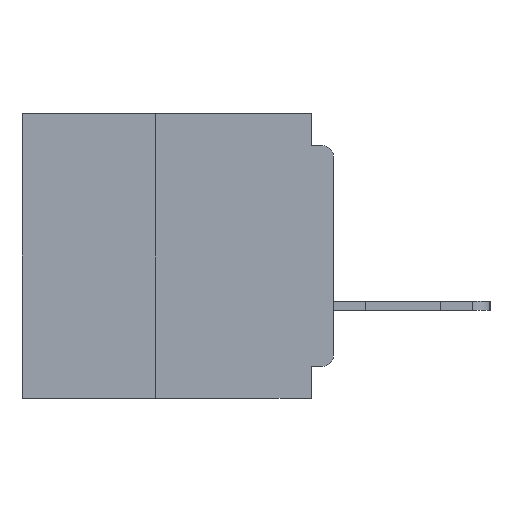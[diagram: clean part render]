
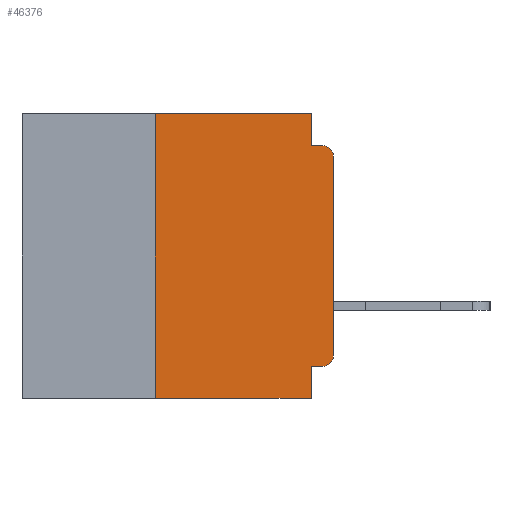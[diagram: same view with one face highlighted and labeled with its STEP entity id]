
A CAD part, left-side view. The second image highlights one B-rep face of the part: STEP entity #46376.
In plain terms, the highlighted planar face has unit normal (-1, 0, 0).
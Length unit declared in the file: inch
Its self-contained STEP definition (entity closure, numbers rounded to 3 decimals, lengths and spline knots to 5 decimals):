
#182 = VERTEX_POINT ( 'NONE', #11440 ) ;
#1768 = ORIENTED_EDGE ( 'NONE', *, *, #29721, .T. ) ;
#2094 = EDGE_LOOP ( 'NONE', ( #17717, #36585, #36128, #38046, #53297, #14717, #1768, #22797, #31339, #8954 ) ) ;
#2455 = CARTESIAN_POINT ( 'NONE',  ( 0., 0.25, -0.4 ) ) ;
#5370 = DIRECTION ( 'NONE',  ( 0., 0., 1. ) ) ;
#5582 = LINE ( 'NONE', #44423, #37252 ) ;
#5850 = VECTOR ( 'NONE', #49993, 39.37008 ) ;
#5899 = FACE_OUTER_BOUND ( 'NONE', #2094, .T. ) ;
#6965 = VECTOR ( 'NONE', #5370, 39.37008 ) ;
#7185 = LINE ( 'NONE', #16929, #5850 ) ;
#8631 = LINE ( 'NONE', #31907, #40269 ) ;
#8954 = ORIENTED_EDGE ( 'NONE', *, *, #27333, .T. ) ;
#9203 = LINE ( 'NONE', #35766, #40848 ) ;
#9760 = LINE ( 'NONE', #21433, #30450 ) ;
#9818 = CARTESIAN_POINT ( 'NONE',  ( 0., 0.015, -0.34 ) ) ;
#11440 = CARTESIAN_POINT ( 'NONE',  ( 0., 0.25, 0. ) ) ;
#11758 = CARTESIAN_POINT ( 'NONE',  ( 0., 0., -0.06 ) ) ;
#12043 = VERTEX_POINT ( 'NONE', #38704 ) ;
#13138 = DIRECTION ( 'NONE',  ( 0., -1., 0. ) ) ;
#13610 = LINE ( 'NONE', #42083, #45229 ) ;
#13983 = DIRECTION ( 'NONE',  ( 0., 0., -1. ) ) ;
#14285 = CARTESIAN_POINT ( 'NONE',  ( 0., 0.015, -0.355 ) ) ;
#14717 = ORIENTED_EDGE ( 'NONE', *, *, #35214, .F. ) ;
#16653 = VERTEX_POINT ( 'NONE', #20601 ) ;
#16929 = CARTESIAN_POINT ( 'NONE',  ( 0., 0.437, 0. ) ) ;
#17717 = ORIENTED_EDGE ( 'NONE', *, *, #48484, .T. ) ;
#18592 = DIRECTION ( 'NONE',  ( 0., 0., -1. ) ) ;
#18959 = CARTESIAN_POINT ( 'NONE',  ( 0., 0.015, -0.06 ) ) ;
#20601 = CARTESIAN_POINT ( 'NONE',  ( 0., 0.031, -0.045 ) ) ;
#21209 = CARTESIAN_POINT ( 'NONE',  ( 0., 0.031, 0. ) ) ;
#21347 = AXIS2_PLACEMENT_3D ( 'NONE', #9818, #38647, #13983 ) ;
#21433 = CARTESIAN_POINT ( 'NONE',  ( 0., 0.437, -0.4 ) ) ;
#22064 = CARTESIAN_POINT ( 'NONE',  ( 0., 0., 0. ) ) ;
#22750 = CARTESIAN_POINT ( 'NONE',  ( 0., 0., -0.34 ) ) ;
#22797 = ORIENTED_EDGE ( 'NONE', *, *, #24186, .F. ) ;
#23104 = DIRECTION ( 'NONE',  ( 0., 0., -1. ) ) ;
#23573 = DIRECTION ( 'NONE',  ( 0., 0., -1. ) ) ;
#23574 = EDGE_CURVE ( 'NONE', #16653, #33943, #8631, .T. ) ;
#24186 = EDGE_CURVE ( 'NONE', #12043, #33650, #9203, .T. ) ;
#25645 = CIRCLE ( 'NONE', #27451, 0.015 ) ;
#27333 = EDGE_CURVE ( 'NONE', #37807, #51891, #37299, .T. ) ;
#27451 = AXIS2_PLACEMENT_3D ( 'NONE', #18959, #47831, #23104 ) ;
#28358 = VERTEX_POINT ( 'NONE', #49772 ) ;
#29721 = EDGE_CURVE ( 'NONE', #49992, #33650, #9760, .T. ) ;
#30450 = VECTOR ( 'NONE', #13138, 39.37008 ) ;
#31339 = ORIENTED_EDGE ( 'NONE', *, *, #43933, .F. ) ;
#31907 = CARTESIAN_POINT ( 'NONE',  ( 0., 0., -0.045 ) ) ;
#32842 = EDGE_CURVE ( 'NONE', #42233, #33943, #25645, .T. ) ;
#33650 = VERTEX_POINT ( 'NONE', #36064 ) ;
#33746 = DIRECTION ( 'NONE',  ( 0., 0., 1. ) ) ;
#33943 = VERTEX_POINT ( 'NONE', #42030 ) ;
#34978 = PLANE ( 'NONE',  #42452 ) ;
#35214 = EDGE_CURVE ( 'NONE', #49992, #182, #13610, .T. ) ;
#35766 = CARTESIAN_POINT ( 'NONE',  ( 0., 0.031, -0.4 ) ) ;
#36064 = CARTESIAN_POINT ( 'NONE',  ( 0., 0.031, -0.4 ) ) ;
#36128 = ORIENTED_EDGE ( 'NONE', *, *, #23574, .F. ) ;
#36585 = ORIENTED_EDGE ( 'NONE', *, *, #32842, .T. ) ;
#37252 = VECTOR ( 'NONE', #40084, 39.37008 ) ;
#37299 = CIRCLE ( 'NONE', #21347, 0.015 ) ;
#37807 = VERTEX_POINT ( 'NONE', #14285 ) ;
#38046 = ORIENTED_EDGE ( 'NONE', *, *, #43535, .F. ) ;
#38596 = LINE ( 'NONE', #21209, #48380 ) ;
#38647 = DIRECTION ( 'NONE',  ( -1., 0., 0. ) ) ;
#38704 = CARTESIAN_POINT ( 'NONE',  ( 0., 0.031, -0.355 ) ) ;
#39999 = DIRECTION ( 'NONE',  ( 0., -1., 0. ) ) ;
#40084 = DIRECTION ( 'NONE',  ( 0., 1., 0. ) ) ;
#40269 = VECTOR ( 'NONE', #39999, 39.37008 ) ;
#40848 = VECTOR ( 'NONE', #23573, 39.37008 ) ;
#42030 = CARTESIAN_POINT ( 'NONE',  ( 0., 0.015, -0.045 ) ) ;
#42083 = CARTESIAN_POINT ( 'NONE',  ( 0., 0.25, -0.4 ) ) ;
#42233 = VERTEX_POINT ( 'NONE', #11758 ) ;
#42452 = AXIS2_PLACEMENT_3D ( 'NONE', #43116, #43300, #18592 ) ;
#43116 = CARTESIAN_POINT ( 'NONE',  ( 0., 0.437, 0. ) ) ;
#43300 = DIRECTION ( 'NONE',  ( 1., 0., 0. ) ) ;
#43535 = EDGE_CURVE ( 'NONE', #28358, #16653, #38596, .T. ) ;
#43933 = EDGE_CURVE ( 'NONE', #37807, #12043, #5582, .T. ) ;
#44423 = CARTESIAN_POINT ( 'NONE',  ( 0., 0., -0.355 ) ) ;
#45229 = VECTOR ( 'NONE', #33746, 39.37008 ) ;
#46376 = ADVANCED_FACE ( 'NONE', ( #5899 ), #34978, .F. ) ;
#46785 = EDGE_CURVE ( 'NONE', #182, #28358, #7185, .T. ) ;
#47831 = DIRECTION ( 'NONE',  ( -1., 0., 0. ) ) ;
#48380 = VECTOR ( 'NONE', #50115, 39.37008 ) ;
#48484 = EDGE_CURVE ( 'NONE', #51891, #42233, #50987, .T. ) ;
#49772 = CARTESIAN_POINT ( 'NONE',  ( 0., 0.031, 0. ) ) ;
#49992 = VERTEX_POINT ( 'NONE', #2455 ) ;
#49993 = DIRECTION ( 'NONE',  ( 0., -1., 0. ) ) ;
#50115 = DIRECTION ( 'NONE',  ( 0., 0., -1. ) ) ;
#50987 = LINE ( 'NONE', #22064, #6965 ) ;
#51891 = VERTEX_POINT ( 'NONE', #22750 ) ;
#53297 = ORIENTED_EDGE ( 'NONE', *, *, #46785, .F. ) ;
